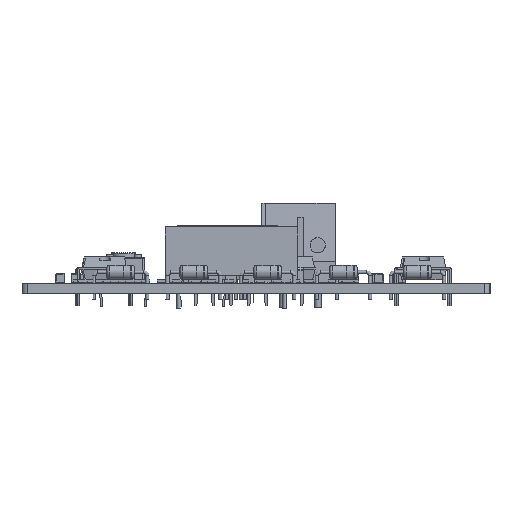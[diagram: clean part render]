
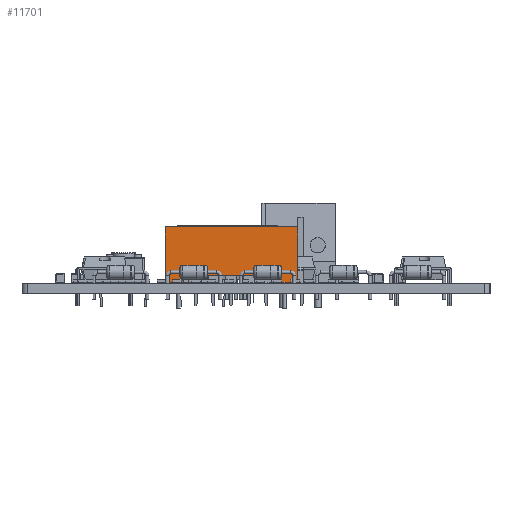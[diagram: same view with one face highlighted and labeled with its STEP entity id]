
A CAD part, left-side view. The second image highlights one B-rep face of the part: STEP entity #11701.
In plain terms, the highlighted face is planar.
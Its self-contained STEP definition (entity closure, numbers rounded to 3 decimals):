
#11564 = VERTEX_POINT('',#11565);
#11565 = CARTESIAN_POINT('',(-1.905,1.22,0.));
#11571 = EDGE_CURVE('',#11564,#11572,#11574,.T.);
#11572 = VERTEX_POINT('',#11573);
#11573 = CARTESIAN_POINT('',(0.25,1.22,0.));
#11574 = LINE('',#11575,#11576);
#11575 = CARTESIAN_POINT('',(-1.905,1.22,0.));
#11576 = VECTOR('',#11577,1.);
#11577 = DIRECTION('',(1.,0.,0.));
#11668 = VERTEX_POINT('',#11669);
#11669 = CARTESIAN_POINT('',(-1.905,1.22,8.));
#11675 = EDGE_CURVE('',#11564,#11668,#11676,.T.);
#11676 = LINE('',#11677,#11678);
#11677 = CARTESIAN_POINT('',(-1.905,1.22,0.));
#11678 = VECTOR('',#11679,1.);
#11679 = DIRECTION('',(0.,0.,1.));
#11701 = ADVANCED_FACE('',(#11702),#11752,.T.);
#11702 = FACE_BOUND('',#11703,.T.);
#11703 = EDGE_LOOP('',(#11704,#11705,#11706,#11714,#11722,#11730,#11738,
    #11746));
#11704 = ORIENTED_EDGE('',*,*,#11571,.F.);
#11705 = ORIENTED_EDGE('',*,*,#11675,.T.);
#11706 = ORIENTED_EDGE('',*,*,#11707,.T.);
#11707 = EDGE_CURVE('',#11668,#11708,#11710,.T.);
#11708 = VERTEX_POINT('',#11709);
#11709 = CARTESIAN_POINT('',(17.145,1.22,8.));
#11710 = LINE('',#11711,#11712);
#11711 = CARTESIAN_POINT('',(-1.905,1.22,8.));
#11712 = VECTOR('',#11713,1.);
#11713 = DIRECTION('',(1.,0.,0.));
#11714 = ORIENTED_EDGE('',*,*,#11715,.F.);
#11715 = EDGE_CURVE('',#11716,#11708,#11718,.T.);
#11716 = VERTEX_POINT('',#11717);
#11717 = CARTESIAN_POINT('',(17.145,1.22,0.));
#11718 = LINE('',#11719,#11720);
#11719 = CARTESIAN_POINT('',(17.145,1.22,0.));
#11720 = VECTOR('',#11721,1.);
#11721 = DIRECTION('',(0.,0.,1.));
#11722 = ORIENTED_EDGE('',*,*,#11723,.F.);
#11723 = EDGE_CURVE('',#11724,#11716,#11726,.T.);
#11724 = VERTEX_POINT('',#11725);
#11725 = CARTESIAN_POINT('',(14.98,1.22,0.));
#11726 = LINE('',#11727,#11728);
#11727 = CARTESIAN_POINT('',(-1.905,1.22,0.));
#11728 = VECTOR('',#11729,1.);
#11729 = DIRECTION('',(1.,0.,0.));
#11730 = ORIENTED_EDGE('',*,*,#11731,.F.);
#11731 = EDGE_CURVE('',#11732,#11724,#11734,.T.);
#11732 = VERTEX_POINT('',#11733);
#11733 = CARTESIAN_POINT('',(13.98,1.22,1.));
#11734 = LINE('',#11735,#11736);
#11735 = CARTESIAN_POINT('',(10.509,1.22,4.471));
#11736 = VECTOR('',#11737,1.);
#11737 = DIRECTION('',(0.707,0.,-0.707));
#11738 = ORIENTED_EDGE('',*,*,#11739,.F.);
#11739 = EDGE_CURVE('',#11740,#11732,#11742,.T.);
#11740 = VERTEX_POINT('',#11741);
#11741 = CARTESIAN_POINT('',(1.25,1.22,1.));
#11742 = LINE('',#11743,#11744);
#11743 = CARTESIAN_POINT('',(-0.828,1.22,1.));
#11744 = VECTOR('',#11745,1.);
#11745 = DIRECTION('',(1.,0.,0.));
#11746 = ORIENTED_EDGE('',*,*,#11747,.F.);
#11747 = EDGE_CURVE('',#11572,#11740,#11748,.T.);
#11748 = LINE('',#11749,#11750);
#11749 = CARTESIAN_POINT('',(-0.039,1.22,-0.289));
#11750 = VECTOR('',#11751,1.);
#11751 = DIRECTION('',(0.707,0.,0.707));
#11752 = PLANE('',#11753);
#11753 = AXIS2_PLACEMENT_3D('',#11754,#11755,#11756);
#11754 = CARTESIAN_POINT('',(-1.905,1.22,0.));
#11755 = DIRECTION('',(0.,1.,0.));
#11756 = DIRECTION('',(1.,0.,0.));
